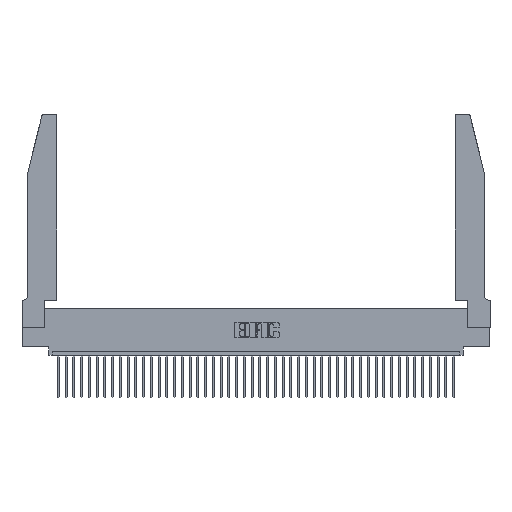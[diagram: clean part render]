
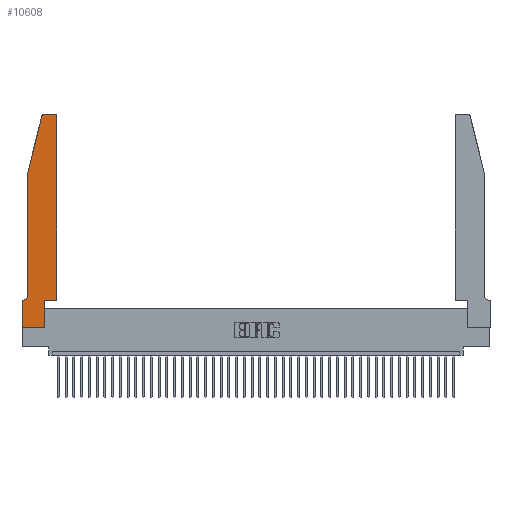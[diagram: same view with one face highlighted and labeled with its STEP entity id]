
A CAD part, top view. The second image highlights one B-rep face of the part: STEP entity #10608.
In plain terms, the highlighted planar face has unit normal (0, 0, 1).
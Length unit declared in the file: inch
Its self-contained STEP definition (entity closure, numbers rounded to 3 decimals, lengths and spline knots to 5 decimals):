
#89 = CARTESIAN_POINT ( 'NONE',  ( 0., 0., 0.37 ) ) ;
#104 = CARTESIAN_POINT ( 'NONE',  ( 0.0755, 2., 0.37 ) ) ;
#491 = LINE ( 'NONE', #30617, #41200 ) ;
#795 = DIRECTION ( 'NONE',  ( 0., 1., 0. ) ) ;
#1721 = VECTOR ( 'NONE', #38397, 39.37008 ) ;
#1790 = DIRECTION ( 'NONE',  ( 0., 0., 1. ) ) ;
#1809 = LINE ( 'NONE', #22103, #34806 ) ;
#1929 = DIRECTION ( 'NONE',  ( 1., 0., 0. ) ) ;
#3308 = VECTOR ( 'NONE', #21171, 39.37008 ) ;
#3438 = DIRECTION ( 'NONE',  ( 0., -1., 0. ) ) ;
#4908 = FACE_OUTER_BOUND ( 'NONE', #21012, .T. ) ;
#5051 = AXIS2_PLACEMENT_3D ( 'NONE', #19611, #39349, #16414 ) ;
#5181 = VERTEX_POINT ( 'NONE', #104 ) ;
#5911 = VECTOR ( 'NONE', #19868, 39.37008 ) ;
#6209 = CIRCLE ( 'NONE', #28760, 0.03 ) ;
#7188 = VERTEX_POINT ( 'NONE', #21970 ) ;
#7356 = EDGE_CURVE ( 'NONE', #18682, #34251, #1809, .T. ) ;
#8429 = DIRECTION ( 'NONE',  ( 1., 0., 0. ) ) ;
#8496 = EDGE_CURVE ( 'NONE', #34251, #10800, #491, .T. ) ;
#9009 = DIRECTION ( 'NONE',  ( 1., 0., 0. ) ) ;
#10608 = ADVANCED_FACE ( 'NONE', ( #4908 ), #28438, .T. ) ;
#10740 = ORIENTED_EDGE ( 'NONE', *, *, #8496, .T. ) ;
#10744 = ORIENTED_EDGE ( 'NONE', *, *, #39785, .T. ) ;
#10800 = VERTEX_POINT ( 'NONE', #33562 ) ;
#11094 = ORIENTED_EDGE ( 'NONE', *, *, #27219, .T. ) ;
#11154 = ORIENTED_EDGE ( 'NONE', *, *, #7356, .T. ) ;
#11768 = ORIENTED_EDGE ( 'NONE', *, *, #32401, .T. ) ;
#12784 = CARTESIAN_POINT ( 'NONE',  ( 0.2865, 0., 0.37 ) ) ;
#13197 = EDGE_CURVE ( 'NONE', #28423, #29263, #39780, .T. ) ;
#13600 = LINE ( 'NONE', #19724, #5911 ) ;
#13950 = ORIENTED_EDGE ( 'NONE', *, *, #30195, .T. ) ;
#14319 = ORIENTED_EDGE ( 'NONE', *, *, #18178, .T. ) ;
#14393 = EDGE_CURVE ( 'NONE', #29263, #18682, #39556, .T. ) ;
#14416 = DIRECTION ( 'NONE',  ( 1., 0., 0. ) ) ;
#15139 = LINE ( 'NONE', #41045, #3308 ) ;
#15581 = CARTESIAN_POINT ( 'NONE',  ( 0., 0.35, 0.37 ) ) ;
#15583 = EDGE_CURVE ( 'NONE', #26489, #5181, #13600, .T. ) ;
#15606 = CARTESIAN_POINT ( 'NONE',  ( 0., 0., 0.37 ) ) ;
#15968 = EDGE_CURVE ( 'NONE', #19534, #26490, #42459, .T. ) ;
#16033 = ORIENTED_EDGE ( 'NONE', *, *, #14393, .T. ) ;
#16414 = DIRECTION ( 'NONE',  ( -1., 0., 0. ) ) ;
#18114 = VECTOR ( 'NONE', #35667, 39.37008 ) ;
#18178 = EDGE_CURVE ( 'NONE', #10800, #19534, #6209, .T. ) ;
#18533 = CARTESIAN_POINT ( 'NONE',  ( 0.4205, 2.75, 0.37 ) ) ;
#18618 = ORIENTED_EDGE ( 'NONE', *, *, #15968, .T. ) ;
#18682 = VERTEX_POINT ( 'NONE', #24079 ) ;
#18836 = LINE ( 'NONE', #39470, #24005 ) ;
#19048 = CARTESIAN_POINT ( 'NONE',  ( 0.0055, 0.35, 0.37 ) ) ;
#19282 = DIRECTION ( 'NONE',  ( 0., -1., 0. ) ) ;
#19493 = ORIENTED_EDGE ( 'NONE', *, *, #21726, .T. ) ;
#19534 = VERTEX_POINT ( 'NONE', #18533 ) ;
#19611 = CARTESIAN_POINT ( 'NONE',  ( 0.0055, 0.42, 0.37 ) ) ;
#19724 = CARTESIAN_POINT ( 'NONE',  ( 0.0755, 2., 0.37 ) ) ;
#19868 = DIRECTION ( 'NONE',  ( -0.239, -0.971, 0. ) ) ;
#20856 = CARTESIAN_POINT ( 'NONE',  ( 0., 0.35, 0.37 ) ) ;
#21012 = EDGE_LOOP ( 'NONE', ( #18618, #13950, #42029, #11768, #10744, #11094, #19493, #21270, #16033, #11154, #10740, #14319 ) ) ;
#21171 = DIRECTION ( 'NONE',  ( -1., 0., 0. ) ) ;
#21270 = ORIENTED_EDGE ( 'NONE', *, *, #13197, .T. ) ;
#21389 = AXIS2_PLACEMENT_3D ( 'NONE', #24570, #1790, #1929 ) ;
#21550 = CARTESIAN_POINT ( 'NONE',  ( 0.2605, 2.75, 0.37 ) ) ;
#21726 = EDGE_CURVE ( 'NONE', #29574, #28423, #25951, .T. ) ;
#21970 = CARTESIAN_POINT ( 'NONE',  ( 0.0755, 0.42, 0.37 ) ) ;
#22103 = CARTESIAN_POINT ( 'NONE',  ( 0.4505, 0.35, 0.37 ) ) ;
#24005 = VECTOR ( 'NONE', #3438, 39.37008 ) ;
#24079 = CARTESIAN_POINT ( 'NONE',  ( 0.2865, 0.35, 0.37 ) ) ;
#24570 = CARTESIAN_POINT ( 'NONE',  ( 0.284, 2.72, 0.37 ) ) ;
#24694 = CARTESIAN_POINT ( 'NONE',  ( 0.4205, 2.72, 0.37 ) ) ;
#24833 = CARTESIAN_POINT ( 'NONE',  ( 0.25487, 2.72718, 0.37 ) ) ;
#25951 = LINE ( 'NONE', #89, #26476 ) ;
#26476 = VECTOR ( 'NONE', #19282, 39.37008 ) ;
#26489 = VERTEX_POINT ( 'NONE', #24833 ) ;
#26490 = VERTEX_POINT ( 'NONE', #40110 ) ;
#26723 = CIRCLE ( 'NONE', #21389, 0.03 ) ;
#26881 = CARTESIAN_POINT ( 'NONE',  ( 0.2865, 0.35, 0.37 ) ) ;
#27219 = EDGE_CURVE ( 'NONE', #39778, #29574, #15139, .T. ) ;
#28161 = DIRECTION ( 'NONE',  ( 0., 0., 1. ) ) ;
#28423 = VERTEX_POINT ( 'NONE', #33096 ) ;
#28438 = PLANE ( 'NONE',  #30522 ) ;
#28760 = AXIS2_PLACEMENT_3D ( 'NONE', #24694, #40815, #14416 ) ;
#29263 = VERTEX_POINT ( 'NONE', #12784 ) ;
#29574 = VERTEX_POINT ( 'NONE', #20856 ) ;
#30195 = EDGE_CURVE ( 'NONE', #26490, #26489, #26723, .T. ) ;
#30293 = VECTOR ( 'NONE', #33352, 39.37008 ) ;
#30522 = AXIS2_PLACEMENT_3D ( 'NONE', #15581, #28161, #8429 ) ;
#30617 = CARTESIAN_POINT ( 'NONE',  ( 0.4505, 0.35, 0.37 ) ) ;
#32401 = EDGE_CURVE ( 'NONE', #5181, #7188, #18836, .T. ) ;
#33096 = CARTESIAN_POINT ( 'NONE',  ( 0., 0., 0.37 ) ) ;
#33352 = DIRECTION ( 'NONE',  ( 0., 1., 0. ) ) ;
#33562 = CARTESIAN_POINT ( 'NONE',  ( 0.4505, 2.72, 0.37 ) ) ;
#34251 = VERTEX_POINT ( 'NONE', #39746 ) ;
#34806 = VECTOR ( 'NONE', #9009, 39.37008 ) ;
#35667 = DIRECTION ( 'NONE',  ( 1., 0., 0. ) ) ;
#37168 = CIRCLE ( 'NONE', #5051, 0.07 ) ;
#38397 = DIRECTION ( 'NONE',  ( -1., 0., 0. ) ) ;
#39349 = DIRECTION ( 'NONE',  ( 0., 0., -1. ) ) ;
#39470 = CARTESIAN_POINT ( 'NONE',  ( 0.0755, 2., 0.37 ) ) ;
#39556 = LINE ( 'NONE', #26881, #30293 ) ;
#39746 = CARTESIAN_POINT ( 'NONE',  ( 0.4505, 0.35, 0.37 ) ) ;
#39778 = VERTEX_POINT ( 'NONE', #19048 ) ;
#39780 = LINE ( 'NONE', #15606, #18114 ) ;
#39785 = EDGE_CURVE ( 'NONE', #7188, #39778, #37168, .T. ) ;
#40110 = CARTESIAN_POINT ( 'NONE',  ( 0.284, 2.75, 0.37 ) ) ;
#40815 = DIRECTION ( 'NONE',  ( 0., 0., 1. ) ) ;
#41045 = CARTESIAN_POINT ( 'NONE',  ( 0.0755, 0.35, 0.37 ) ) ;
#41200 = VECTOR ( 'NONE', #795, 39.37008 ) ;
#42029 = ORIENTED_EDGE ( 'NONE', *, *, #15583, .T. ) ;
#42459 = LINE ( 'NONE', #21550, #1721 ) ;
